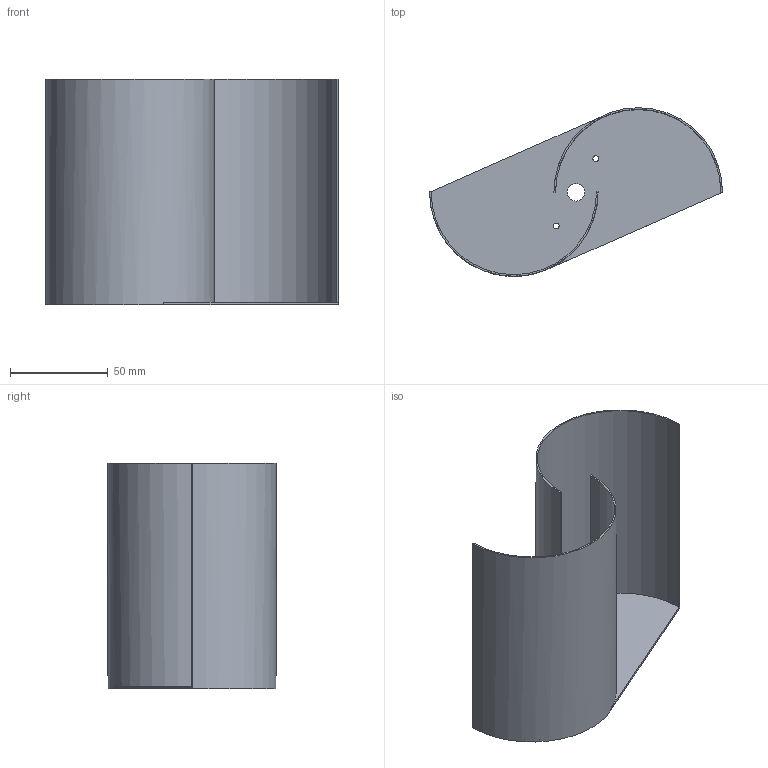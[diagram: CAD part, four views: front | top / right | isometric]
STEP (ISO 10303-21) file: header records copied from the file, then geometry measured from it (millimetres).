
FILE_DESCRIPTION(/* description */ (''),/* implementation_level */ '2;1');
FILE_NAME(/* name */ 'Savonius Turbine.step',/* time_stamp */ '2025-04-29T09:28:06-05:00',/* author */ (''),/* organization */ (''),/* preprocessor_version */ 'ST-DEVELOPER v20.1',/* originating_system */ 'Autodesk Translation Framework v14.4.0.0',/* authorisation */ '');
FILE_SCHEMA (('AUTOMOTIVE_DESIGN { 1 0 10303 214 3 1 1 }'));
Length unit declared in the file: millimetre
Products named in the file (2): (Unsaved); Savonius Turbine
Assembly tree (1 placements, depth 2):
  (Unsaved)
    Savonius Turbine
Bounding box: 150 x 86.3 x 115.5 mm (x, y, z)
Volume: 33968 mm3; surface area: 77943.7 mm2
Topology: 1 solids, 1 shells, 17 faces, 43 edges, 28 vertices
Faces by surface type: plane 10, cylinder 7
Full cylindrical faces by diameter (mm): 3 x2, 9 x1
Entity records: 582 total; most frequent: DIRECTION 99, CARTESIAN_POINT 91, ORIENTED_EDGE 86, EDGE_CURVE 43, AXIS2_PLACEMENT_3D 36, VERTEX_POINT 28, LINE 27, VECTOR 27
